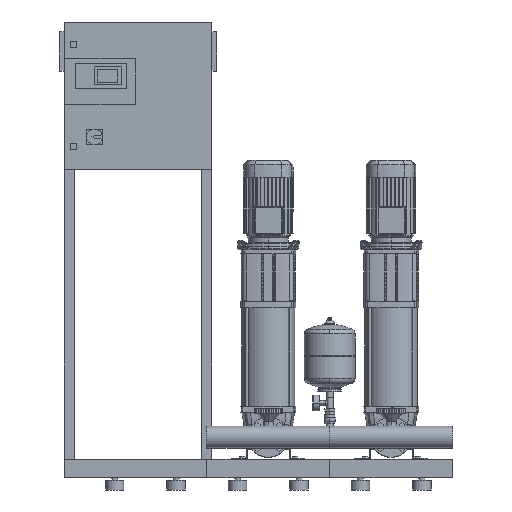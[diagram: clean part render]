
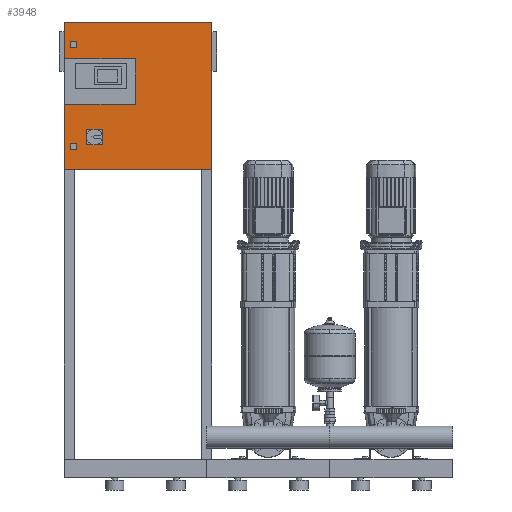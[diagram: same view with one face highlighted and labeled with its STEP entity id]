
A CAD part, front view. The second image highlights one B-rep face of the part: STEP entity #3948.
In plain terms, the highlighted planar face has unit normal (0, -1, 0).
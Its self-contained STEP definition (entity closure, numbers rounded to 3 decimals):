
#2577=CARTESIAN_POINT('',(-530.0,-250.,1825.0));
#2578=VERTEX_POINT('',#2577);
#2585=CARTESIAN_POINT('',(-555.0,-250.,1825.0));
#2586=VERTEX_POINT('',#2585);
#2587=CARTESIAN_POINT('',(-555.0,-250.,1825.0));
#2588=DIRECTION('',(1.0,0.0,0.0));
#2589=VECTOR('',#2588,25.0);
#2590=LINE('',#2587,#2589);
#2591=EDGE_CURVE('',#2586,#2578,#2590,.T.);
#2609=CARTESIAN_POINT('',(-555.0,-250.,1800.0));
#2610=VERTEX_POINT('',#2609);
#2611=CARTESIAN_POINT('',(-555.0,-250.,1800.0));
#2612=DIRECTION('',(0.0,0.0,1.0));
#2613=VECTOR('',#2612,25.0);
#2614=LINE('',#2611,#2613);
#2615=EDGE_CURVE('',#2610,#2586,#2614,.T.);
#2633=CARTESIAN_POINT('',(-530.0,-250.,1800.0));
#2634=VERTEX_POINT('',#2633);
#2635=CARTESIAN_POINT('',(-530.0,-250.,1800.0));
#2636=DIRECTION('',(-1.0,0.0,0.0));
#2637=VECTOR('',#2636,25.0);
#2638=LINE('',#2635,#2637);
#2639=EDGE_CURVE('',#2634,#2610,#2638,.T.);
#2657=CARTESIAN_POINT('',(-530.0,-250.,1825.0));
#2658=DIRECTION('',(0.0,0.0,-1.0));
#2659=VECTOR('',#2658,25.0);
#2660=LINE('',#2657,#2659);
#2661=EDGE_CURVE('',#2578,#2634,#2660,.T.);
#3078=CARTESIAN_POINT('',(-578.0,-250.,1755.0));
#3079=VERTEX_POINT('',#3078);
#3086=CARTESIAN_POINT('',(-578.0,-250.,1570.0));
#3087=VERTEX_POINT('',#3086);
#3088=CARTESIAN_POINT('',(-578.0,-250.,1570.0));
#3089=DIRECTION('',(0.0,0.0,1.0));
#3090=VECTOR('',#3089,185.0);
#3091=LINE('',#3088,#3090);
#3092=EDGE_CURVE('',#3087,#3079,#3091,.T.);
#3117=CARTESIAN_POINT('',(-292.,-250.,1570.0));
#3118=VERTEX_POINT('',#3117);
#3119=CARTESIAN_POINT('',(-292.,-250.,1570.0));
#3120=DIRECTION('',(-1.0,0.0,0.0));
#3121=VECTOR('',#3120,286.);
#3122=LINE('',#3119,#3121);
#3123=EDGE_CURVE('',#3118,#3087,#3122,.T.);
#3148=CARTESIAN_POINT('',(-292.0,-250.,1755.0));
#3149=VERTEX_POINT('',#3148);
#3150=CARTESIAN_POINT('',(-292.0,-250.,1755.0));
#3151=DIRECTION('',(0.0,0.0,-1.0));
#3152=VECTOR('',#3151,185.0);
#3153=LINE('',#3150,#3152);
#3154=EDGE_CURVE('',#3149,#3118,#3153,.T.);
#3177=CARTESIAN_POINT('',(-578.0,-250.,1755.0));
#3178=DIRECTION('',(1.0,0.0,0.0));
#3179=VECTOR('',#3178,286.0);
#3180=LINE('',#3177,#3179);
#3181=EDGE_CURVE('',#3079,#3149,#3180,.T.);
#3616=CARTESIAN_POINT('',(-580.0,-250.0,1905.0));
#3617=VERTEX_POINT('',#3616);
#3624=CARTESIAN_POINT('',(20.0,-250.0,1905.0));
#3625=VERTEX_POINT('',#3624);
#3626=CARTESIAN_POINT('',(-580.0,-250.0,1905.0));
#3627=DIRECTION('',(1.0,0.0,0.0));
#3628=VECTOR('',#3627,600.0);
#3629=LINE('',#3626,#3628);
#3630=EDGE_CURVE('',#3617,#3625,#3629,.T.);
#3779=CARTESIAN_POINT('',(-530.,-250.,1385.0));
#3780=VERTEX_POINT('',#3779);
#3787=CARTESIAN_POINT('',(-530.,-250.,1410.0));
#3788=VERTEX_POINT('',#3787);
#3789=CARTESIAN_POINT('',(-530.,-250.,1410.0));
#3790=DIRECTION('',(0.0,0.0,-1.0));
#3791=VECTOR('',#3790,25.0);
#3792=LINE('',#3789,#3791);
#3793=EDGE_CURVE('',#3788,#3780,#3792,.T.);
#3817=CARTESIAN_POINT('',(-555.,-250.,1385.0));
#3818=VERTEX_POINT('',#3817);
#3825=CARTESIAN_POINT('',(-530.,-250.,1385.0));
#3826=DIRECTION('',(-1.0,0.0,0.0));
#3827=VECTOR('',#3826,25.0);
#3828=LINE('',#3825,#3827);
#3829=EDGE_CURVE('',#3780,#3818,#3828,.T.);
#3848=CARTESIAN_POINT('',(-555.,-250.,1410.0));
#3849=VERTEX_POINT('',#3848);
#3856=CARTESIAN_POINT('',(-555.,-250.,1385.0));
#3857=DIRECTION('',(0.0,0.0,1.0));
#3858=VECTOR('',#3857,25.0);
#3859=LINE('',#3856,#3858);
#3860=EDGE_CURVE('',#3818,#3849,#3859,.T.);
#3878=CARTESIAN_POINT('',(-555.,-250.,1410.0));
#3879=DIRECTION('',(1.0,0.0,0.0));
#3880=VECTOR('',#3879,25.0);
#3881=LINE('',#3878,#3880);
#3882=EDGE_CURVE('',#3849,#3788,#3881,.T.);
#3900=CARTESIAN_POINT('',(-280.,-250.,1685.0));
#3901=DIRECTION('',(0.0,-1.0,0.0));
#3902=DIRECTION('',(1.0,0.0,0.0));
#3903=AXIS2_PLACEMENT_3D('',#3900,#3901,#3902);
#3904=PLANE('',#3903);
#3905=CARTESIAN_POINT('',(-580.,-250.,1305.0));
#3906=VERTEX_POINT('',#3905);
#3907=CARTESIAN_POINT('',(-580.,-250.,1305.0));
#3908=DIRECTION('',(0.0,0.0,1.0));
#3909=VECTOR('',#3908,600.0);
#3910=LINE('',#3907,#3909);
#3911=EDGE_CURVE('',#3906,#3617,#3910,.T.);
#3912=ORIENTED_EDGE('',*,*,#3911,.F.);
#3913=CARTESIAN_POINT('',(20.0,-250.,1305.0));
#3914=VERTEX_POINT('',#3913);
#3915=CARTESIAN_POINT('',(20.0,-250.,1305.0));
#3916=DIRECTION('',(-1.0,0.0,0.0));
#3917=VECTOR('',#3916,600.);
#3918=LINE('',#3915,#3917);
#3919=EDGE_CURVE('',#3914,#3906,#3918,.T.);
#3920=ORIENTED_EDGE('',*,*,#3919,.F.);
#3921=CARTESIAN_POINT('',(20.0,-250.0,1905.0));
#3922=DIRECTION('',(0.0,0.0,-1.0));
#3923=VECTOR('',#3922,600.0);
#3924=LINE('',#3921,#3923);
#3925=EDGE_CURVE('',#3625,#3914,#3924,.T.);
#3926=ORIENTED_EDGE('',*,*,#3925,.F.);
#3927=ORIENTED_EDGE('',*,*,#3630,.F.);
#3928=EDGE_LOOP('',(#3912,#3920,#3926,#3927));
#3929=FACE_OUTER_BOUND('',#3928,.T.);
#3930=ORIENTED_EDGE('',*,*,#2591,.T.);
#3931=ORIENTED_EDGE('',*,*,#2661,.T.);
#3932=ORIENTED_EDGE('',*,*,#2639,.T.);
#3933=ORIENTED_EDGE('',*,*,#2615,.T.);
#3934=EDGE_LOOP('',(#3930,#3931,#3932,#3933));
#3935=FACE_BOUND('',#3934,.T.);
#3936=ORIENTED_EDGE('',*,*,#3092,.T.);
#3937=ORIENTED_EDGE('',*,*,#3181,.T.);
#3938=ORIENTED_EDGE('',*,*,#3154,.T.);
#3939=ORIENTED_EDGE('',*,*,#3123,.T.);
#3940=EDGE_LOOP('',(#3936,#3937,#3938,#3939));
#3941=FACE_BOUND('',#3940,.T.);
#3942=ORIENTED_EDGE('',*,*,#3793,.T.);
#3943=ORIENTED_EDGE('',*,*,#3829,.T.);
#3944=ORIENTED_EDGE('',*,*,#3860,.T.);
#3945=ORIENTED_EDGE('',*,*,#3882,.T.);
#3946=EDGE_LOOP('',(#3942,#3943,#3944,#3945));
#3947=FACE_BOUND('',#3946,.T.);
#3948=ADVANCED_FACE('',(#3929,#3935,#3941,#3947),#3904,.T.);
